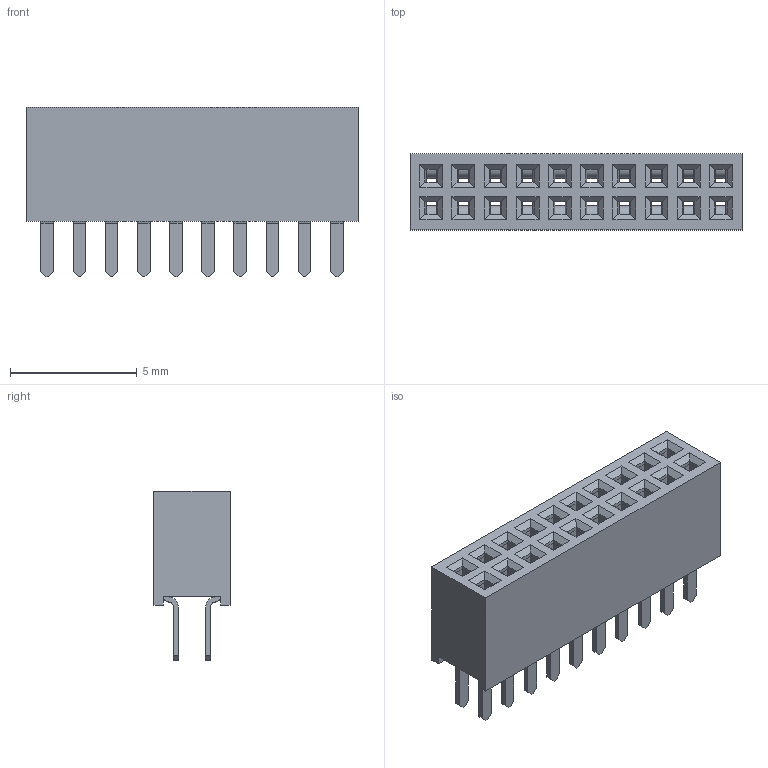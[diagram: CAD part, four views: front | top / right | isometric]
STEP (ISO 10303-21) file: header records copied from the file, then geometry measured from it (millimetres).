
FILE_DESCRIPTION(/* description */ ('Unknown'),/* implementation_level */ '2;1');
FILE_NAME(/* name */ '62202021821',/* time_stamp */ '2016-11-09T11:51:54+01:00',/* author */ ('Unknown'),/* organization */ ('Unknown'),/* preprocessor_version */ 'ST-DEVELOPER v16.7',/* originating_system */ 'DEX',/* authorisation */ $);
FILE_SCHEMA (('AUTOMOTIVE_DESIGN {1 0 10303 214 3 1 1}'));
Length unit declared in the file: millimetre
Products named in the file (3): 6220xx21821; 62202021821
Assembly tree (21 placements, depth 2):
  6220xx21821
    62202021821
    6220xx21821  x20
Bounding box: 13.1 x 3 x 6.7 mm (x, y, z)
Volume: 120.4 mm3; surface area: 953.4 mm2
Topology: 21 solids, 21 shells, 1770 faces, 4744 edges, 3016 vertices
Faces by surface type: plane 1170, cylinder 560, bspline 40
Entity records: 15182 total; most frequent: CARTESIAN_POINT 2712, ORIENTED_EDGE 2648, DIRECTION 2366, EDGE_CURVE 1324, LINE 1262, VECTOR 1262, VERTEX_POINT 850, AXIS2_PLACEMENT_3D 552
